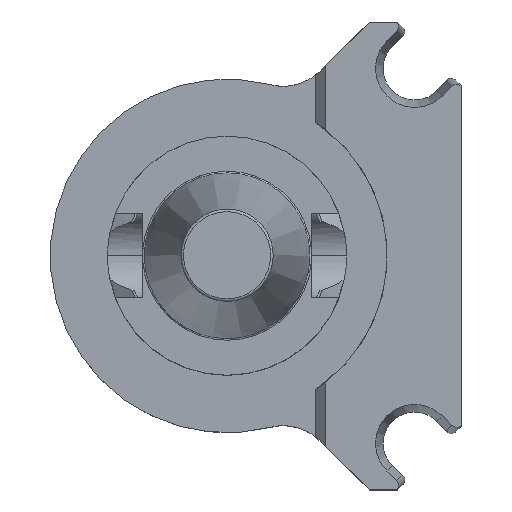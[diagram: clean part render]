
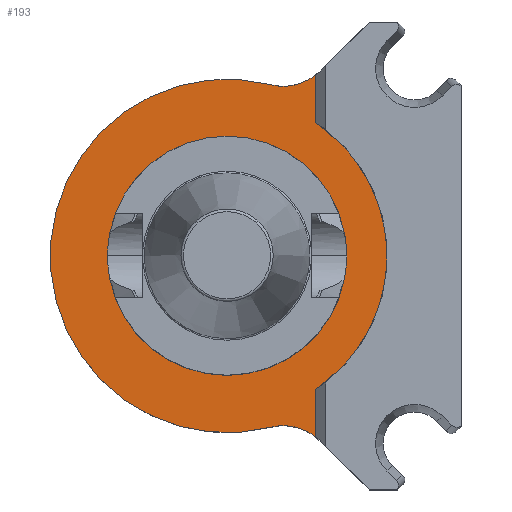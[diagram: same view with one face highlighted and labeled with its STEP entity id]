
A CAD part, top view. The second image highlights one B-rep face of the part: STEP entity #193.
In plain terms, the highlighted planar face has unit normal (0, 0, 1).
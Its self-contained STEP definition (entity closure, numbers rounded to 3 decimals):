
#193=ADVANCED_FACE('',(#514,#515),#282,.T.);
#282=PLANE('',#1516);
#328=LINE('',#2116,#421);
#329=LINE('',#2121,#422);
#421=VECTOR('',#1686,1.);
#422=VECTOR('',#1689,1.);
#514=FACE_BOUND('',#566,.T.);
#515=FACE_BOUND('',#567,.T.);
#566=EDGE_LOOP('',(#683));
#567=EDGE_LOOP('',(#684,#685,#686,#687,#688,#689));
#683=ORIENTED_EDGE('',*,*,#1221,.F.);
#684=ORIENTED_EDGE('',*,*,#1222,.T.);
#685=ORIENTED_EDGE('',*,*,#1223,.F.);
#686=ORIENTED_EDGE('',*,*,#1224,.T.);
#687=ORIENTED_EDGE('',*,*,#1225,.T.);
#688=ORIENTED_EDGE('',*,*,#1226,.F.);
#689=ORIENTED_EDGE('',*,*,#1227,.T.);
#1079=VERTEX_POINT('',#2115);
#1080=VERTEX_POINT('',#2117);
#1081=VERTEX_POINT('',#2118);
#1082=VERTEX_POINT('',#2120);
#1083=VERTEX_POINT('',#2122);
#1084=VERTEX_POINT('',#2124);
#1085=VERTEX_POINT('',#2126);
#1221=EDGE_CURVE('',#1079,#1079,#1419,.T.);
#1222=EDGE_CURVE('',#1080,#1081,#328,.T.);
#1223=EDGE_CURVE('',#1082,#1081,#1420,.T.);
#1224=EDGE_CURVE('',#1082,#1083,#329,.T.);
#1225=EDGE_CURVE('',#1083,#1084,#1421,.T.);
#1226=EDGE_CURVE('',#1085,#1084,#1422,.T.);
#1227=EDGE_CURVE('',#1085,#1080,#1423,.T.);
#1419=CIRCLE('',#1511,22.);
#1420=CIRCLE('',#1512,30.8);
#1421=CIRCLE('',#1513,10.);
#1422=CIRCLE('',#1514,34.);
#1423=CIRCLE('',#1515,10.);
#1511=AXIS2_PLACEMENT_3D('',#2114,#1684,#1685);
#1512=AXIS2_PLACEMENT_3D('',#2119,#1687,#1688);
#1513=AXIS2_PLACEMENT_3D('',#2123,#1690,#1691);
#1514=AXIS2_PLACEMENT_3D('',#2125,#1692,#1693);
#1515=AXIS2_PLACEMENT_3D('',#2127,#1694,#1695);
#1516=AXIS2_PLACEMENT_3D('',#2128,#1696,#1697);
#1684=DIRECTION('',(0.,0.,1.));
#1685=DIRECTION('',(1.,0.,0.));
#1686=DIRECTION('',(0.,1.,0.));
#1687=DIRECTION('',(0.,0.,-1.));
#1688=DIRECTION('',(1.,0.,0.));
#1689=DIRECTION('',(0.,1.,0.));
#1690=DIRECTION('',(0.,0.,-1.));
#1691=DIRECTION('',(1.,0.,0.));
#1692=DIRECTION('',(0.,0.,-1.));
#1693=DIRECTION('',(1.,0.,0.));
#1694=DIRECTION('',(0.,0.,-1.));
#1695=DIRECTION('',(1.,0.,0.));
#1696=DIRECTION('',(0.,0.,1.));
#1697=DIRECTION('',(1.,0.,0.));
#2114=CARTESIAN_POINT('',(0.,0.,-30.1));
#2115=CARTESIAN_POINT('',(22.,0.,-30.1));
#2116=CARTESIAN_POINT('',(17.,40.,-30.1));
#2117=CARTESIAN_POINT('',(17.,-34.78,-30.1));
#2118=CARTESIAN_POINT('',(17.,-25.683,-30.1));
#2119=CARTESIAN_POINT('',(0.,0.,-30.1));
#2120=CARTESIAN_POINT('',(17.,25.683,-30.1));
#2121=CARTESIAN_POINT('',(17.,40.,-30.1));
#2122=CARTESIAN_POINT('',(17.,34.78,-30.1));
#2123=CARTESIAN_POINT('',(10.827,42.647,-30.1));
#2124=CARTESIAN_POINT('',(8.367,32.955,-30.1));
#2125=CARTESIAN_POINT('',(0.,0.,-30.1));
#2126=CARTESIAN_POINT('',(8.367,-32.955,-30.1));
#2127=CARTESIAN_POINT('',(10.827,-42.647,-30.1));
#2128=CARTESIAN_POINT('',(0.,22.,-30.1));
